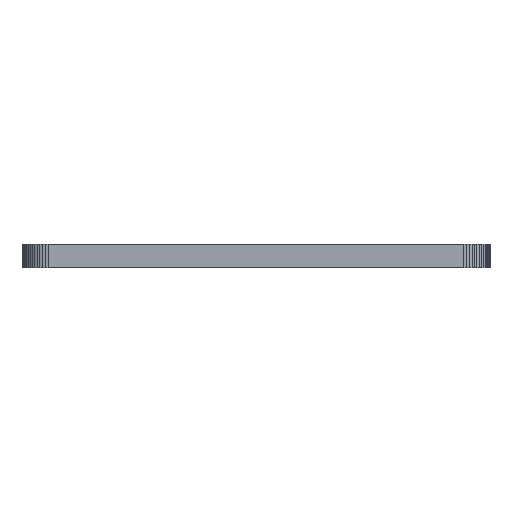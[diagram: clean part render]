
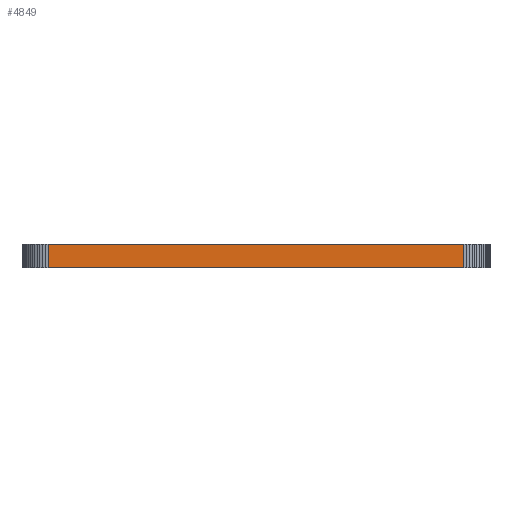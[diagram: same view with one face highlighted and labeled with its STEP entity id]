
A CAD part, left-side view. The second image highlights one B-rep face of the part: STEP entity #4849.
In plain terms, the highlighted planar face has unit normal (-1, 0, 0).
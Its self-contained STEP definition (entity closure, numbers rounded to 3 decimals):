
#735 = VERTEX_POINT('',#736);
#736 = CARTESIAN_POINT('',(-27.,-25.,0.));
#742 = EDGE_CURVE('',#743,#735,#745,.T.);
#743 = VERTEX_POINT('',#744);
#744 = CARTESIAN_POINT('',(-27.,7.,0.));
#745 = LINE('',#746,#747);
#746 = CARTESIAN_POINT('',(-27.,7.,0.));
#747 = VECTOR('',#748,1.);
#748 = DIRECTION('',(0.,-1.,0.));
#4849 = ADVANCED_FACE('',(#4850),#4875,.T.);
#4850 = FACE_BOUND('',#4851,.T.);
#4851 = EDGE_LOOP('',(#4852,#4853,#4861,#4869));
#4852 = ORIENTED_EDGE('',*,*,#742,.T.);
#4853 = ORIENTED_EDGE('',*,*,#4854,.T.);
#4854 = EDGE_CURVE('',#735,#4855,#4857,.T.);
#4855 = VERTEX_POINT('',#4856);
#4856 = CARTESIAN_POINT('',(-27.,-25.,1.8));
#4857 = LINE('',#4858,#4859);
#4858 = CARTESIAN_POINT('',(-27.,-25.,0.));
#4859 = VECTOR('',#4860,1.);
#4860 = DIRECTION('',(0.,0.,1.));
#4861 = ORIENTED_EDGE('',*,*,#4862,.T.);
#4862 = EDGE_CURVE('',#4855,#4863,#4865,.T.);
#4863 = VERTEX_POINT('',#4864);
#4864 = CARTESIAN_POINT('',(-27.,7.,1.8));
#4865 = LINE('',#4866,#4867);
#4866 = CARTESIAN_POINT('',(-27.,-25.,1.8));
#4867 = VECTOR('',#4868,1.);
#4868 = DIRECTION('',(0.,1.,0.));
#4869 = ORIENTED_EDGE('',*,*,#4870,.T.);
#4870 = EDGE_CURVE('',#4863,#743,#4871,.T.);
#4871 = LINE('',#4872,#4873);
#4872 = CARTESIAN_POINT('',(-27.,7.,1.8));
#4873 = VECTOR('',#4874,1.);
#4874 = DIRECTION('',(0.,0.,-1.));
#4875 = PLANE('',#4876);
#4876 = AXIS2_PLACEMENT_3D('',#4877,#4878,#4879);
#4877 = CARTESIAN_POINT('',(-27.,-9.,0.9));
#4878 = DIRECTION('',(-1.,-0.,-0.));
#4879 = DIRECTION('',(0.,0.,-1.));
